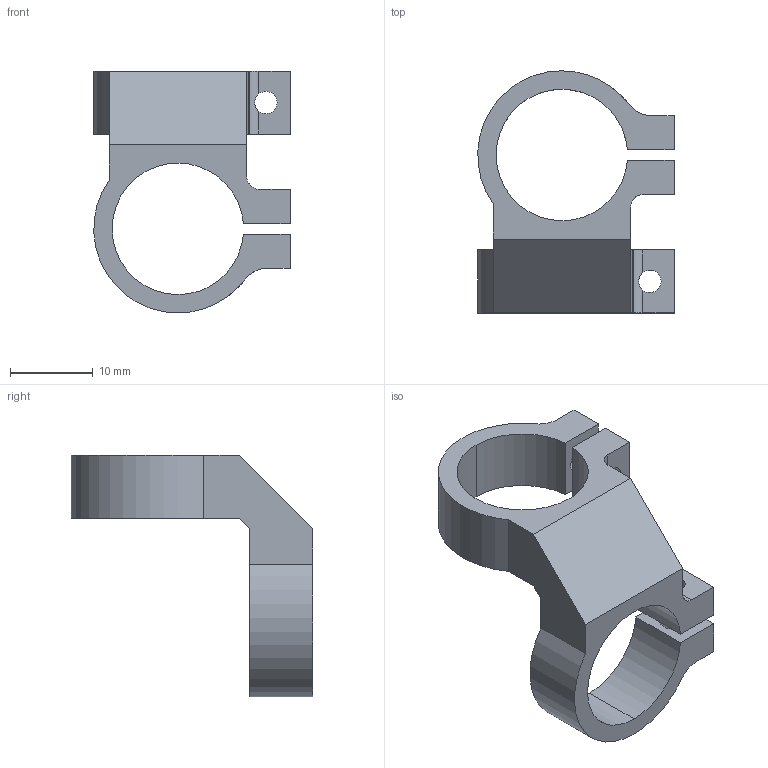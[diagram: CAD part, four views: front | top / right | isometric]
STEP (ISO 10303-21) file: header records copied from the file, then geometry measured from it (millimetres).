
FILE_DESCRIPTION (( 'STEP AP203' ), '1' );
FILE_NAME ('545488.STEP', '2014-07-11T16:45:06', ( 'Kyle' ), ( 'Microsoft' ), 'SwSTEP 2.0', 'SolidWorks 2014', '' );
FILE_SCHEMA (( 'CONFIG_CONTROL_DESIGN' ));
Length unit declared in the file: inch
Products named in the file (1): 545488
Bounding box: 23.69 x 29.21 x 29.21 mm (x, y, z)
Volume: 3197.1 mm3; surface area: 2964.6 mm2
Topology: 1 solids, 1 shells, 54 faces, 162 edges, 108 vertices
Faces by surface type: cylinder 30, plane 24
Entity records: 2027 total; most frequent: CARTESIAN_POINT 430, ORIENTED_EDGE 324, DIRECTION 322, EDGE_CURVE 162, AXIS2_PLACEMENT_3D 114, VERTEX_POINT 108, VECTOR 94, LINE 94
